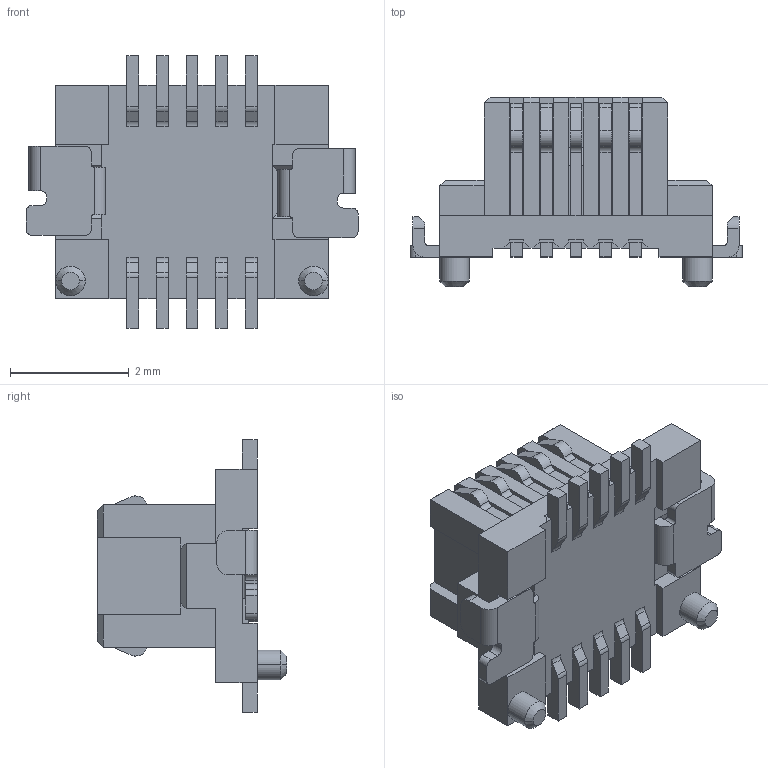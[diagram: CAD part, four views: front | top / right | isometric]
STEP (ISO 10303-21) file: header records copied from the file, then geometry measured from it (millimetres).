
FILE_DESCRIPTION((''),'2;1');
FILE_NAME('10132798-012100LF_ASM','2016-06-22T',('HuangEr'),('FCI'),'PRO/ENGINEER BY PARAMETRIC TECHNOLOGY CORPORATION, 2013150','PRO/ENGINEER BY PARAMETRIC TECHNOLOGY CORPORATION, 2013150','');
FILE_SCHEMA(('AUTOMOTIVE_DESIGN { 1 0 10303 214 1 1 1 1 }'));
Length unit declared in the file: millimetre
Products named in the file (1): 10132798-012100LF_ASM
Bounding box: 5.6 x 3.2 x 4.6 mm (x, y, z)
Volume: 24.7 mm3; surface area: 137.5 mm2
Topology: 1 solids, 9 shells, 566 faces, 1674 edges, 1117 vertices
Faces by surface type: plane 448, cylinder 114, cone 4
Entity records: 19103 total; most frequent: CARTESIAN_POINT 3420, ORIENTED_EDGE 3348, DIRECTION 3034, EDGE_CURVE 1674, VECTOR 1426, LINE 1426, VERTEX_POINT 1117, AXIS2_PLACEMENT_3D 804
